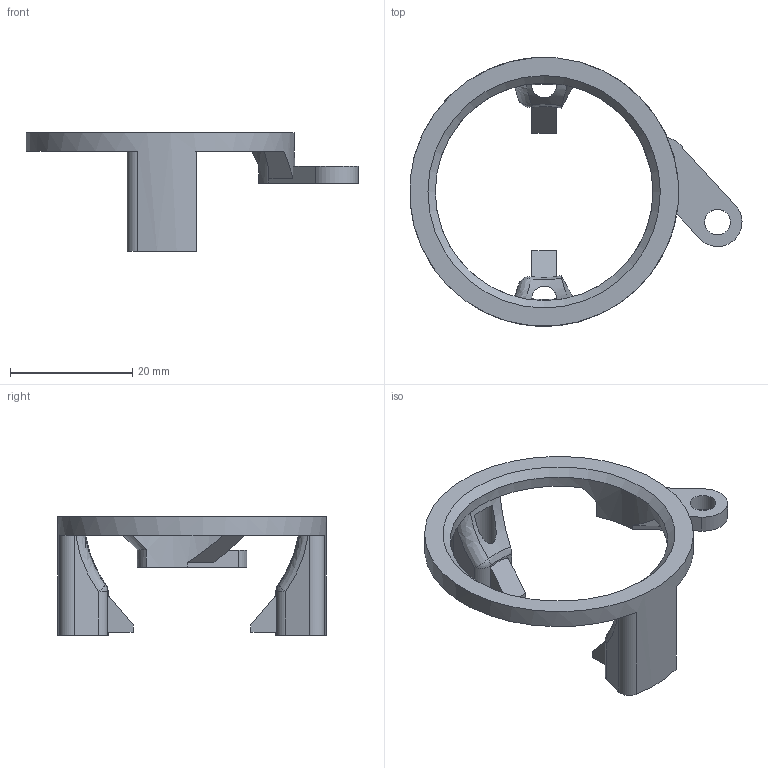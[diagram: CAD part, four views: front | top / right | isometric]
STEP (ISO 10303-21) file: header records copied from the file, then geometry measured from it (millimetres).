
FILE_DESCRIPTION(/* description */ (''),/* implementation_level */ '2;1');
FILE_NAME(/* name */ 'trackball_stand_top.step',/* time_stamp */ '2025-08-08T23:29:55+09:00',/* author */ (''),/* organization */ (''),/* preprocessor_version */ 'ST-DEVELOPER v20.1',/* originating_system */ 'Autodesk Translation Framework v14.10.0.0',/* authorisation */ '');
FILE_SCHEMA (('AUTOMOTIVE_DESIGN { 1 0 10303 214 3 1 1 }'));
Length unit declared in the file: millimetre
Products named in the file (1): tb_top
Bounding box: 54.3 x 43.99 x 19.4 mm (x, y, z)
Volume: 3903.4 mm3; surface area: 3672.1 mm2
Topology: 1 solids, 1 shells, 54 faces, 141 edges, 90 vertices
Faces by surface type: plane 29, cylinder 13, bspline 6, sphere 4, cone 2
Full cylindrical faces by diameter (mm): 4.1 x2, 4.2 x1, 35.6 x1, 44 x1
Entity records: 2193 total; most frequent: CARTESIAN_POINT 806, DIRECTION 285, ORIENTED_EDGE 282, EDGE_CURVE 141, AXIS2_PLACEMENT_3D 111, VERTEX_POINT 90, LINE 63, VECTOR 63
